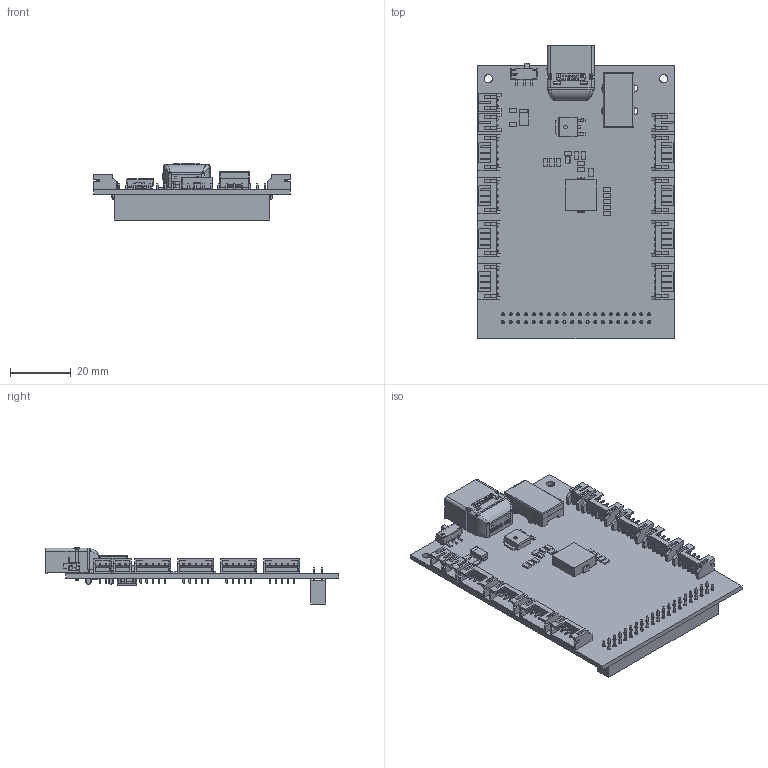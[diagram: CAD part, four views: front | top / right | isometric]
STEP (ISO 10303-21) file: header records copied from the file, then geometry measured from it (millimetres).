
FILE_DESCRIPTION(('Open CASCADE Model'),'2;1');
FILE_NAME('Open CASCADE Shape Model','2024-03-04T12:22:18',('Author'),( 'Open CASCADE'),'Open CASCADE STEP processor 7.5','Open CASCADE 7.5' ,'Unknown');
FILE_SCHEMA(('AUTOMOTIVE_DESIGN { 1 0 10303 214 1 1 1 1 }'));
Length unit declared in the file: millimetre
Products named in the file (61): PCB; Board; Open CASCADE STEP translator 7.5 1.1.1; J12; 6915035568; J11; J10; 5161703888; J9; 6960449872; J8; J7; 6862444272; J6; J2; J1; R4; 6862264768; Extruded; R5; R7; 6862263648; R2; R1; U1; 6731047888; S1; JS102011SAQN--3DModel-Eagle-1; R6; Q2; DPAK; Q1; L1; 6731048208; F1; keystone-PN3549-2; D1; 6731049408; C10; C9 ...
Assembly tree (103 placements, depth 4):
  PCB
    Board
      Open CASCADE STEP translator 7.5 1.1.1
    J12
      6915035568
    J11
      6915035568
    J10
      5161703888
    J9
      6960449872
    J8
      6960449872
    J7
      6862444272
    J6
      6960449872
    J2
      6862444272
    J1
      6862444272
    R4
      6862264768
        Extruded
    R5
      6862264768
        Extruded
    R7
      6862263648
        Extruded
    R2
      6862264768
        Extruded
    R1
      6862264768
        Extruded
    U1
      6731047888
    S1
      JS102011SAQN--3DModel-Eagle-1
    R6
      6862263648
        Extruded
    Q2
      DPAK
    Q1
      DPAK
    L1
      6731048208
    F1
      keystone-PN3549-2
    D1
      6731049408
    C10
      6862264768
        Extruded
    C9
      6862264768
        Extruded
    C8
Bounding box: 65 x 96.82 x 18.51 mm (x, y, z)
Volume: 14893.9 mm3; surface area: 26808.8 mm2
Topology: 189 solids, 195 shells, 4454 faces, 11440 edges, 7358 vertices
Faces by surface type: plane 3493, cylinder 796, bspline 80, extrusion 47, cone 26, revolution 8, sphere 4
Full cylindrical faces by diameter (mm): 0.065 x1, 0.8 x46, 1 x2, 1.02 x40, 1.3 x2, 2.2 x2, 2.7 x4
Entity records: 81103 total; most frequent: CARTESIAN_POINT 18904, ORIENTED_EDGE 12214, DIRECTION 11474, EDGE_CURVE 6171, VECTOR 5036, LINE 4989, VERTEX_POINT 3957, AXIS2_PLACEMENT_3D 3217
